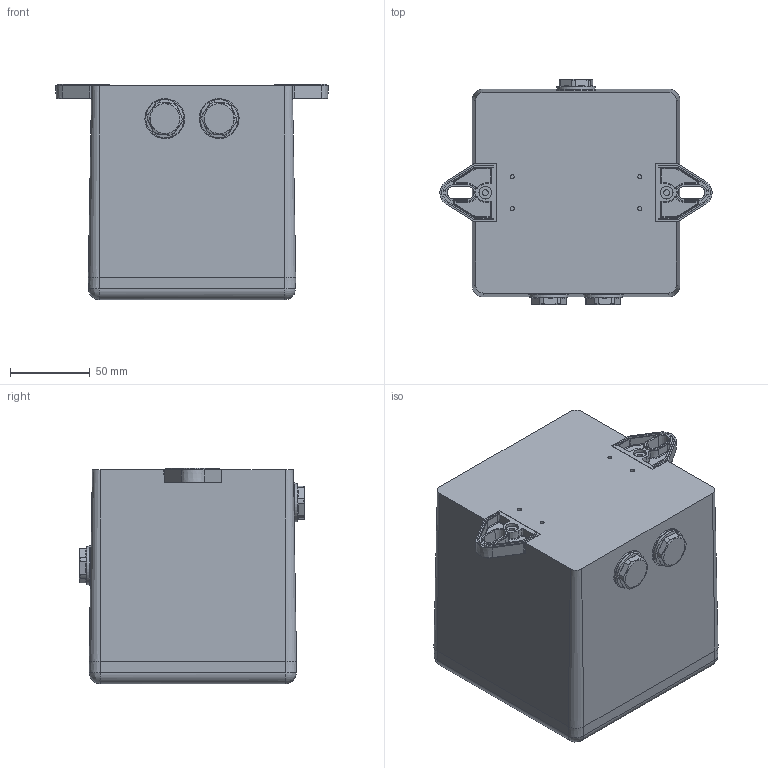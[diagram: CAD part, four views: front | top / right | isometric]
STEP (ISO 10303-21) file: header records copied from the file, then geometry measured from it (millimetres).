
FILE_DESCRIPTION (( 'STEP AP214' ), '1' );
FILE_NAME ('D218-05-051-3D_Issue_A.STEP', '2021-04-01T14:31:40', ( '' ), ( '' ), 'SwSTEP 2.0', 'SolidWorks 2020', '' );
FILE_SCHEMA (( 'AUTOMOTIVE_DESIGN' ));
Length unit declared in the file: millimetre
Products named in the file (7): A105N Nose cone; A105N Backbox_AL105N APPXDC-LED-Xenon Beacon; D151-50-001-3D_Issue_A; D218-05-051-3D_Issue_A; WAK411M2025; A105N Main Horn; D218-50-111-3D_Issue_1
Assembly tree (11 placements, depth 2):
  D218-05-051-3D_Issue_A
    A105N Backbox_AL105N APPXDC-LED-Xenon Beacon
    A105N Main Horn
    A105N Nose cone
    D218-50-111-3D_Issue_1  x2
    WAK411M2025  x3
    D151-50-001-3D_Issue_A  x3
Bounding box: 170.6 x 141.41 x 135 mm (x, y, z)
Volume: 384711.6 mm3; surface area: 281744.9 mm2
Topology: 11 solids, 11 shells, 901 faces, 2575 edges, 1746 vertices
Faces by surface type: plane 307, cylinder 169, cone 161, torus 116, bspline 113, sphere 35
Full cylindrical faces by diameter (mm): 2.5 x4, 8 x4, 16 x3, 17.8 x18, 18.5 x3, 20 x3, 24 x3, 25 x3
Entity records: 25453 total; most frequent: CARTESIAN_POINT 10797, ORIENTED_EDGE 2816, DIRECTION 2597, EDGE_CURVE 1408, AXIS2_PLACEMENT_3D 1016, VERTEX_POINT 974, EDGE_LOOP 734, FACE_OUTER_BOUND 604
